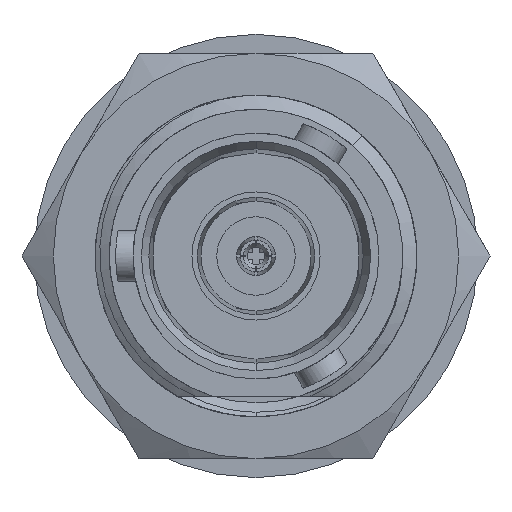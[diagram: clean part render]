
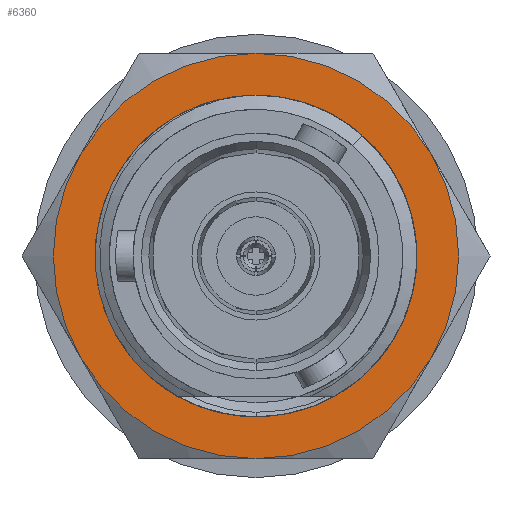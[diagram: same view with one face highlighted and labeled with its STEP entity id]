
A CAD part, left-side view. The second image highlights one B-rep face of the part: STEP entity #6360.
In plain terms, the highlighted face is planar.
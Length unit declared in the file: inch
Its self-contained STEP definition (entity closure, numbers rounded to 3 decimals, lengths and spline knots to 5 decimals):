
#107 = CARTESIAN_POINT ( 'NONE',  ( 0.04921, -0.2507, -0.00401 ) ) ;
#109 = PLANE ( 'NONE',  #29653 ) ;
#2435 = EDGE_CURVE ( 'NONE', #5306, #27785, #7053, .T. ) ;
#2584 = CARTESIAN_POINT ( 'NONE',  ( 0.04921, -0.16474, -0.18805 ) ) ;
#2675 = CARTESIAN_POINT ( 'NONE',  ( 0.04921, -0.24954, 0.01508 ) ) ;
#3417 = AXIS2_PLACEMENT_3D ( 'NONE', #6202, #9072, #10946 ) ;
#3440 = CIRCLE ( 'NONE', #20279, 0.31496 ) ;
#3451 = CARTESIAN_POINT ( 'NONE',  ( 0.04921, 0., 0.31496 ) ) ;
#3561 = ORIENTED_EDGE ( 'NONE', *, *, #6919, .T. ) ;
#3874 = CARTESIAN_POINT ( 'NONE',  ( 0.04921, -0.23438, -0.08749 ) ) ;
#3986 = EDGE_LOOP ( 'NONE', ( #11189, #22634, #9160, #8717, #21711, #11143 ) ) ;
#4110 = AXIS2_PLACEMENT_3D ( 'NONE', #23660, #10200, #28275 ) ;
#4414 = ORIENTED_EDGE ( 'NONE', *, *, #28886, .T. ) ;
#4630 = VERTEX_POINT ( 'NONE', #7231 ) ;
#4916 = B_SPLINE_CURVE_WITH_KNOTS ( 'NONE', 3,
 ( #30625, #17315, #7272, #6607, #17654, #3874, #16979, #14426, #6944, #27711, #107, #25811 ),
 .UNSPECIFIED., .F., .F.,
 ( 4, 2, 2, 2, 2, 4 ),
 ( 0., 0.00146, 0.00291, 0.00364, 0.00437, 0.00583 ),
 .UNSPECIFIED. ) ;
#5181 = EDGE_CURVE ( 'NONE', #6094, #13229, #17181, .T. ) ;
#5253 = VERTEX_POINT ( 'NONE', #2584 ) ;
#5306 = VERTEX_POINT ( 'NONE', #27372 ) ;
#6094 = VERTEX_POINT ( 'NONE', #8266 ) ;
#6202 = CARTESIAN_POINT ( 'NONE',  ( 0.04921, 0., 0. ) ) ;
#6218 = AXIS2_PLACEMENT_3D ( 'NONE', #27676, #11995, #32996 ) ;
#6239 = CARTESIAN_POINT ( 'NONE',  ( 0.04921, 0., 0. ) ) ;
#6360 = ADVANCED_FACE ( 'NONE', ( #12880, #23433 ), #109, .T. ) ;
#6607 = CARTESIAN_POINT ( 'NONE',  ( 0.04921, -0.21425, -0.13023 ) ) ;
#6869 = AXIS2_PLACEMENT_3D ( 'NONE', #23195, #28637, #25891 ) ;
#6917 = DIRECTION ( 'NONE',  ( 0., 0., 1. ) ) ;
#6919 = EDGE_CURVE ( 'NONE', #32307, #5253, #13338, .T. ) ;
#6944 = CARTESIAN_POINT ( 'NONE',  ( 0.04921, -0.24493, -0.05095 ) ) ;
#7053 = CIRCLE ( 'NONE', #29921, 0.31496 ) ;
#7215 = EDGE_CURVE ( 'NONE', #13229, #15591, #31881, .T. ) ;
#7231 = CARTESIAN_POINT ( 'NONE',  ( 0.04921, -0.27276, -0.15748 ) ) ;
#7239 = CARTESIAN_POINT ( 'NONE',  ( 0.04921, 0., 0. ) ) ;
#7272 = CARTESIAN_POINT ( 'NONE',  ( 0.04921, -0.19204, -0.16119 ) ) ;
#8266 = CARTESIAN_POINT ( 'NONE',  ( 0.04921, 0.27276, 0.15748 ) ) ;
#8717 = ORIENTED_EDGE ( 'NONE', *, *, #20737, .F. ) ;
#9072 = DIRECTION ( 'NONE',  ( -1., 0., 0. ) ) ;
#9104 = ORIENTED_EDGE ( 'NONE', *, *, #11392, .T. ) ;
#9160 = ORIENTED_EDGE ( 'NONE', *, *, #5181, .F. ) ;
#10200 = DIRECTION ( 'NONE',  ( -1., 0., 0. ) ) ;
#10858 = CARTESIAN_POINT ( 'NONE',  ( 0.04921, 0., 0. ) ) ;
#10946 = DIRECTION ( 'NONE',  ( 0., 0., 1. ) ) ;
#11045 = CARTESIAN_POINT ( 'NONE',  ( 0.04921, 0., 0.25 ) ) ;
#11143 = ORIENTED_EDGE ( 'NONE', *, *, #21937, .F. ) ;
#11189 = ORIENTED_EDGE ( 'NONE', *, *, #29519, .F. ) ;
#11325 = DIRECTION ( 'NONE',  ( 1., 0., 0. ) ) ;
#11392 = EDGE_CURVE ( 'NONE', #30144, #26169, #17766, .T. ) ;
#11891 = DIRECTION ( 'NONE',  ( -1., 0., 0. ) ) ;
#11995 = DIRECTION ( 'NONE',  ( -1., 0., 0. ) ) ;
#12880 = FACE_BOUND ( 'NONE', #31570, .T. ) ;
#13229 = VERTEX_POINT ( 'NONE', #24908 ) ;
#13338 = CIRCLE ( 'NONE', #26964, 0.25 ) ;
#13621 = CARTESIAN_POINT ( 'NONE',  ( 0.04921, 0., -0.31496 ) ) ;
#14426 = CARTESIAN_POINT ( 'NONE',  ( 0.04921, -0.24284, -0.06017 ) ) ;
#14456 = CARTESIAN_POINT ( 'NONE',  ( 0.04921, 0., 0. ) ) ;
#15437 = AXIS2_PLACEMENT_3D ( 'NONE', #14456, #11891, #22296 ) ;
#15591 = VERTEX_POINT ( 'NONE', #13621 ) ;
#16979 = CARTESIAN_POINT ( 'NONE',  ( 0.04921, -0.23757, -0.07843 ) ) ;
#17181 = CIRCLE ( 'NONE', #6869, 0.31496 ) ;
#17315 = CARTESIAN_POINT ( 'NONE',  ( 0.04921, -0.17913, -0.17544 ) ) ;
#17654 = CARTESIAN_POINT ( 'NONE',  ( 0.04921, -0.22343, -0.11374 ) ) ;
#17766 = CIRCLE ( 'NONE', #22112, 0.25 ) ;
#19265 = CIRCLE ( 'NONE', #15437, 0.25 ) ;
#20279 = AXIS2_PLACEMENT_3D ( 'NONE', #30091, #27683, #6917 ) ;
#20481 = DIRECTION ( 'NONE',  ( -1., 0., 0. ) ) ;
#20647 = CARTESIAN_POINT ( 'NONE',  ( 0.04921, 0., 0. ) ) ;
#20737 = EDGE_CURVE ( 'NONE', #27785, #6094, #31185, .T. ) ;
#20876 = CIRCLE ( 'NONE', #6218, 0.31496 ) ;
#21205 = ORIENTED_EDGE ( 'NONE', *, *, #23783, .T. ) ;
#21711 = ORIENTED_EDGE ( 'NONE', *, *, #2435, .F. ) ;
#21718 = DIRECTION ( 'NONE',  ( 0., 0., -1. ) ) ;
#21937 = EDGE_CURVE ( 'NONE', #4630, #5306, #3440, .T. ) ;
#22112 = AXIS2_PLACEMENT_3D ( 'NONE', #10858, #28761, #23653 ) ;
#22296 = DIRECTION ( 'NONE',  ( 0., 0., 1. ) ) ;
#22634 = ORIENTED_EDGE ( 'NONE', *, *, #7215, .F. ) ;
#23195 = CARTESIAN_POINT ( 'NONE',  ( 0.04921, 0., 0. ) ) ;
#23433 = FACE_OUTER_BOUND ( 'NONE', #3986, .T. ) ;
#23653 = DIRECTION ( 'NONE',  ( 0., 0., 1. ) ) ;
#23660 = CARTESIAN_POINT ( 'NONE',  ( 0.04921, 0., 0. ) ) ;
#23783 = EDGE_CURVE ( 'NONE', #26169, #32307, #19265, .T. ) ;
#24908 = CARTESIAN_POINT ( 'NONE',  ( 0.04921, 0.27276, -0.15748 ) ) ;
#25811 = CARTESIAN_POINT ( 'NONE',  ( 0.04921, -0.24954, 0.01508 ) ) ;
#25891 = DIRECTION ( 'NONE',  ( 0., 0., 1. ) ) ;
#26169 = VERTEX_POINT ( 'NONE', #11045 ) ;
#26964 = AXIS2_PLACEMENT_3D ( 'NONE', #7239, #28021, #32829 ) ;
#27372 = CARTESIAN_POINT ( 'NONE',  ( 0.04921, -0.27276, 0.15748 ) ) ;
#27676 = CARTESIAN_POINT ( 'NONE',  ( 0.04921, 0., 0. ) ) ;
#27683 = DIRECTION ( 'NONE',  ( -1., 0., 0. ) ) ;
#27711 = CARTESIAN_POINT ( 'NONE',  ( 0.04921, -0.24965, -0.02306 ) ) ;
#27785 = VERTEX_POINT ( 'NONE', #3451 ) ;
#28021 = DIRECTION ( 'NONE',  ( -1., 0., 0. ) ) ;
#28275 = DIRECTION ( 'NONE',  ( 0., 0., 1. ) ) ;
#28637 = DIRECTION ( 'NONE',  ( -1., 0., 0. ) ) ;
#28761 = DIRECTION ( 'NONE',  ( -1., 0., 0. ) ) ;
#28886 = EDGE_CURVE ( 'NONE', #5253, #30144, #4916, .T. ) ;
#29519 = EDGE_CURVE ( 'NONE', #15591, #4630, #20876, .T. ) ;
#29653 = AXIS2_PLACEMENT_3D ( 'NONE', #6239, #11325, #21718 ) ;
#29921 = AXIS2_PLACEMENT_3D ( 'NONE', #20647, #20481, #32970 ) ;
#30091 = CARTESIAN_POINT ( 'NONE',  ( 0.04921, 0., 0. ) ) ;
#30144 = VERTEX_POINT ( 'NONE', #2675 ) ;
#30625 = CARTESIAN_POINT ( 'NONE',  ( 0.04921, -0.16474, -0.18805 ) ) ;
#31185 = CIRCLE ( 'NONE', #3417, 0.31496 ) ;
#31570 = EDGE_LOOP ( 'NONE', ( #4414, #9104, #21205, #3561 ) ) ;
#31881 = CIRCLE ( 'NONE', #4110, 0.31496 ) ;
#31936 = CARTESIAN_POINT ( 'NONE',  ( 0.04921, 0., -0.25 ) ) ;
#32307 = VERTEX_POINT ( 'NONE', #31936 ) ;
#32829 = DIRECTION ( 'NONE',  ( 0., 0., 1. ) ) ;
#32970 = DIRECTION ( 'NONE',  ( 0., 0., 1. ) ) ;
#32996 = DIRECTION ( 'NONE',  ( 0., 0., 1. ) ) ;
